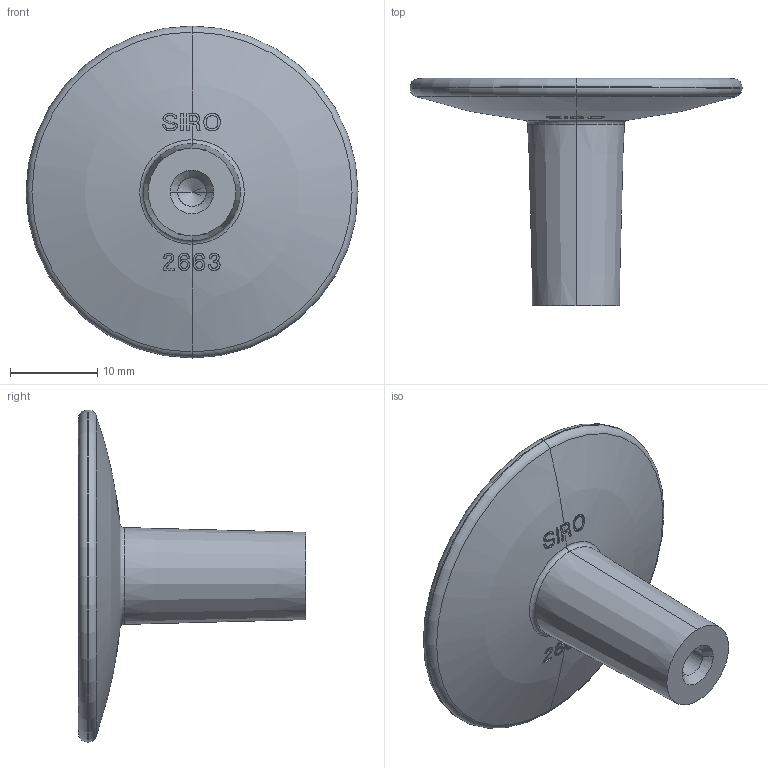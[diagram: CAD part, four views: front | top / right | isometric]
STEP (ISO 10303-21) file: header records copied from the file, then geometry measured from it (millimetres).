
FILE_DESCRIPTION(('Creo Elements/Direct Modeling STEP Export'),'2;1');
FILE_NAME('2663-38.stp','2024-12-11T10:07:43',(''),(''),'Creo Elements/Direct Modeling STEP processor for AP214 (Solid Model)','Creo Elements/Direct Modeling 20.0 12-Nov-2016 (C) Parametric Technology GmbH','');
FILE_SCHEMA(('AUTOMOTIVE_DESIGN { 1 0 10303 214 1 1 1 1 }'));
Length unit declared in the file: millimetre
Products named in the file (1): ZN-12481
Bounding box: 38 x 26 x 38 mm (x, y, z)
Volume: 4115.3 mm3; surface area: 3297.6 mm2
Topology: 1 solids, 1 shells, 490 faces, 1424 edges, 945 vertices
Faces by surface type: plane 455, sphere 17, torus 6, cone 6, cylinder 6
Entity records: 16612 total; most frequent: DIRECTION 3291, ORIENTED_EDGE 2840, CARTESIAN_POINT 2823, EDGE_CURVE 1420, AXIS2_PLACEMENT_3D 1413, VERTEX_POINT 945, CIRCLE 927, EDGE_LOOP 503
